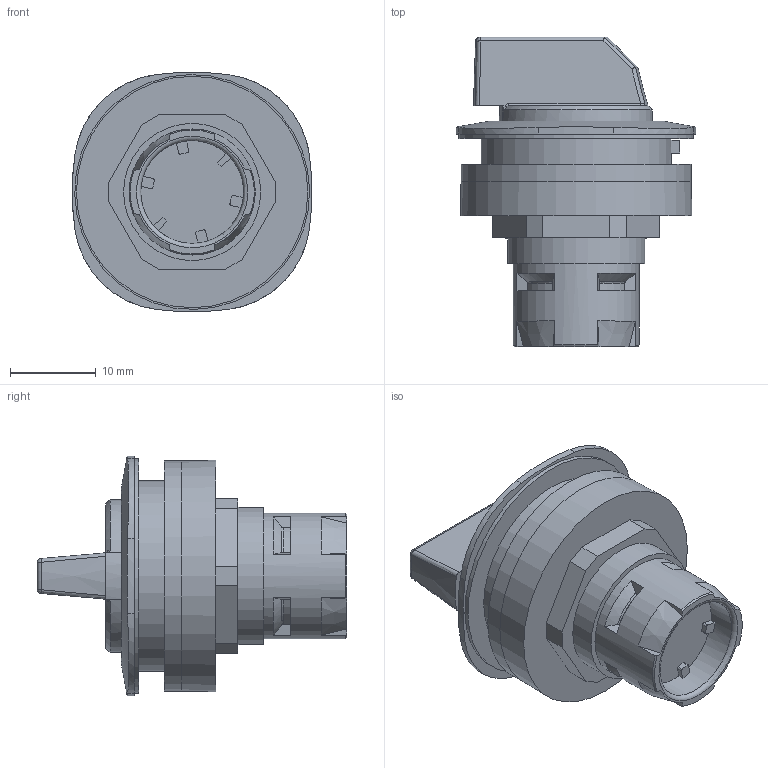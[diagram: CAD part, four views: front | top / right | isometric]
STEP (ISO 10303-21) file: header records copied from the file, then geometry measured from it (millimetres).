
FILE_DESCRIPTION(/* description */ (''),/* implementation_level */ '2;1');
FILE_NAME(/* name */ 'RQJWB_ipt.stp',/* time_stamp */ '2017-05-10T15:29:21+02:00',/* author */ ('ahoffmann'),/* organization */ (''),/* preprocessor_version */ 'ST-DEVELOPER v16.1',/* originating_system */ 'Autodesk Inventor 2016',/* authorisation */ '');
FILE_SCHEMA (('AUTOMOTIVE_DESIGN { 1 0 10303 214 3 1 1 }'));
Length unit declared in the file: centimetre
Products named in the file (1): RQJWB_vereinfacht
Bounding box: 27.96 x 36.13 x 27.93 mm (x, y, z)
Volume: 8650.8 mm3; surface area: 5257.7 mm2
Topology: 1 solids, 12 shells, 262 faces, 649 edges, 430 vertices
Faces by surface type: plane 136, cylinder 62, cone 27, bspline 14, torus 13, sphere 10
Full cylindrical faces by diameter (mm): 12 x1, 14.7 x1, 16 x1, 18.25 x1, 19.67 x1, 20.979 x1, 22.2 x1, 25 x1, 26.86 x1, 27.4 x1
Entity records: 8385 total; most frequent: CARTESIAN_POINT 2389, ORIENTED_EDGE 1244, DIRECTION 1208, EDGE_CURVE 622, AXIS2_PLACEMENT_3D 461, VERTEX_POINT 421, EDGE_LOOP 299, LINE 286
